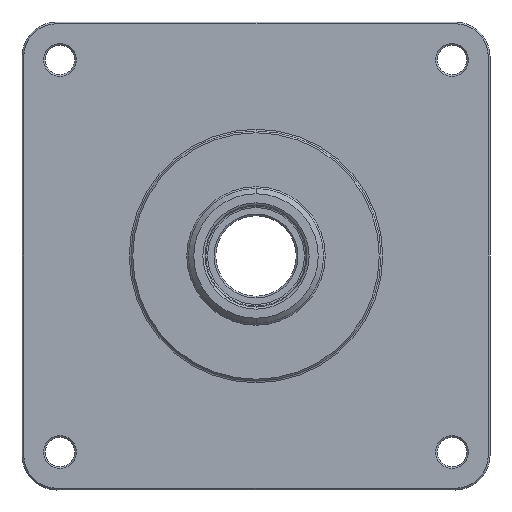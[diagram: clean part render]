
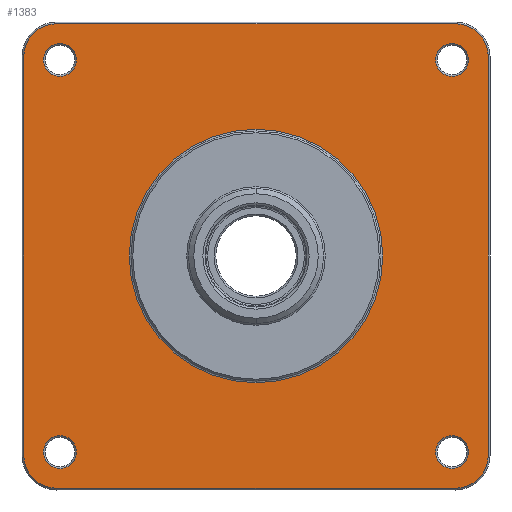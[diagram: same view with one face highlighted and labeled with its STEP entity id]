
A CAD part, left-side view. The second image highlights one B-rep face of the part: STEP entity #1383.
In plain terms, the highlighted planar face has unit normal (-1, 0, 0).
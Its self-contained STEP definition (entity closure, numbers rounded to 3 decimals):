
#61=CARTESIAN_POINT('',(17.9,21.863,-113.137));
#62=DIRECTION('',(1.,0.,0.));
#63=DIRECTION('',(0.,1.,0.));
#64=AXIS2_PLACEMENT_3D('',#61,#62,#63);
#66=CARTESIAN_POINT('',(17.9,21.863,-113.137));
#67=DIRECTION('',(1.,0.,0.));
#68=DIRECTION('',(0.,-1.,0.));
#69=AXIS2_PLACEMENT_3D('',#66,#67,#68);
#71=CARTESIAN_POINT('',(17.9,21.863,113.137));
#72=DIRECTION('',(1.,0.,0.));
#73=DIRECTION('',(0.,1.,0.));
#74=AXIS2_PLACEMENT_3D('',#71,#72,#73);
#76=CARTESIAN_POINT('',(17.9,21.863,113.137));
#77=DIRECTION('',(1.,0.,0.));
#78=DIRECTION('',(0.,-1.,0.));
#79=AXIS2_PLACEMENT_3D('',#76,#77,#78);
#81=CARTESIAN_POINT('',(17.9,20.,-115.));
#82=DIRECTION('',(1.,0.,0.));
#83=DIRECTION('',(0.,-1.,0.));
#84=AXIS2_PLACEMENT_3D('',#81,#82,#83);
#86=DIRECTION('',(0.,1.,0.));
#87=VECTOR('',#86,230.);
#88=CARTESIAN_POINT('',(17.9,20.,-134.));
#89=LINE('',#88,#87);
#90=CARTESIAN_POINT('',(17.9,250.,-115.));
#91=DIRECTION('',(1.,0.,0.));
#92=DIRECTION('',(0.,0.,-1.));
#93=AXIS2_PLACEMENT_3D('',#90,#91,#92);
#95=DIRECTION('',(0.,0.,1.));
#96=VECTOR('',#95,230.);
#97=CARTESIAN_POINT('',(17.9,269.,-115.));
#98=LINE('',#97,#96);
#99=CARTESIAN_POINT('',(17.9,250.,115.));
#100=DIRECTION('',(1.,0.,0.));
#101=DIRECTION('',(0.,1.,0.));
#102=AXIS2_PLACEMENT_3D('',#99,#100,#101);
#104=DIRECTION('',(0.,-1.,0.));
#105=VECTOR('',#104,230.);
#106=CARTESIAN_POINT('',(17.9,250.,134.));
#107=LINE('',#106,#105);
#108=CARTESIAN_POINT('',(17.9,20.,115.));
#109=DIRECTION('',(1.,0.,0.));
#110=DIRECTION('',(0.,0.,1.));
#111=AXIS2_PLACEMENT_3D('',#108,#109,#110);
#113=DIRECTION('',(0.,0.,-1.));
#114=VECTOR('',#113,230.);
#115=CARTESIAN_POINT('',(17.9,1.,115.));
#116=LINE('',#115,#114);
#117=CARTESIAN_POINT('',(17.9,248.137,113.137));
#118=DIRECTION('',(1.,0.,0.));
#119=DIRECTION('',(0.,-1.,0.));
#120=AXIS2_PLACEMENT_3D('',#117,#118,#119);
#122=CARTESIAN_POINT('',(17.9,248.137,113.137));
#123=DIRECTION('',(1.,0.,0.));
#124=DIRECTION('',(0.,1.,0.));
#125=AXIS2_PLACEMENT_3D('',#122,#123,#124);
#127=CARTESIAN_POINT('',(17.9,248.137,-113.137));
#128=DIRECTION('',(1.,0.,0.));
#129=DIRECTION('',(0.,-1.,0.));
#130=AXIS2_PLACEMENT_3D('',#127,#128,#129);
#132=CARTESIAN_POINT('',(17.9,248.137,-113.137));
#133=DIRECTION('',(1.,0.,0.));
#134=DIRECTION('',(0.,1.,0.));
#135=AXIS2_PLACEMENT_3D('',#132,#133,#134);
#137=CARTESIAN_POINT('',(17.9,135.,0.));
#138=DIRECTION('',(-1.,0.,0.));
#139=DIRECTION('',(0.,0.,1.));
#140=AXIS2_PLACEMENT_3D('',#137,#138,#139);
#142=CARTESIAN_POINT('',(17.9,135.,0.));
#143=DIRECTION('',(-1.,0.,0.));
#144=DIRECTION('',(0.,0.,-1.));
#145=AXIS2_PLACEMENT_3D('',#142,#143,#144);
#1013=CARTESIAN_POINT('',(17.9,31.363,-113.137));
#1014=CARTESIAN_POINT('',(17.9,12.363,-113.137));
#1015=VERTEX_POINT('',#1013);
#1016=VERTEX_POINT('',#1014);
#1021=CARTESIAN_POINT('',(17.9,31.363,113.137));
#1022=CARTESIAN_POINT('',(17.9,12.363,113.137));
#1023=VERTEX_POINT('',#1021);
#1024=VERTEX_POINT('',#1022);
#1041=CARTESIAN_POINT('',(17.9,1.,-115.));
#1042=CARTESIAN_POINT('',(17.9,20.,-134.));
#1043=VERTEX_POINT('',#1041);
#1044=VERTEX_POINT('',#1042);
#1047=CARTESIAN_POINT('',(17.9,250.,-134.));
#1048=VERTEX_POINT('',#1047);
#1051=CARTESIAN_POINT('',(17.9,269.,-115.));
#1052=VERTEX_POINT('',#1051);
#1055=CARTESIAN_POINT('',(17.9,269.,115.));
#1056=VERTEX_POINT('',#1055);
#1059=CARTESIAN_POINT('',(17.9,250.,134.));
#1060=VERTEX_POINT('',#1059);
#1063=CARTESIAN_POINT('',(17.9,20.,134.));
#1064=VERTEX_POINT('',#1063);
#1067=CARTESIAN_POINT('',(17.9,1.,115.));
#1068=VERTEX_POINT('',#1067);
#1129=CARTESIAN_POINT('',(17.9,238.637,113.137));
#1130=CARTESIAN_POINT('',(17.9,257.637,113.137));
#1131=VERTEX_POINT('',#1129);
#1132=VERTEX_POINT('',#1130);
#1137=CARTESIAN_POINT('',(17.9,238.637,-113.137));
#1138=CARTESIAN_POINT('',(17.9,257.637,-113.137));
#1139=VERTEX_POINT('',#1137);
#1140=VERTEX_POINT('',#1138);
#1177=CARTESIAN_POINT('',(17.9,135.,73.11));
#1178=CARTESIAN_POINT('',(17.9,135.,-73.11));
#1179=VERTEX_POINT('',#1177);
#1180=VERTEX_POINT('',#1178);
#1333=CARTESIAN_POINT('',(17.9,135.,0.));
#1334=DIRECTION('',(1.,0.,0.));
#1335=DIRECTION('',(0.,0.,1.));
#1336=AXIS2_PLACEMENT_3D('',#1333,#1334,#1335);
#1337=PLANE('',#1336);
#1338=ORIENTED_EDGE('',*,*,#1241,.T.);
#1340=ORIENTED_EDGE('',*,*,#1339,.T.);
#1342=ORIENTED_EDGE('',*,*,#1341,.T.);
#1344=ORIENTED_EDGE('',*,*,#1343,.T.);
#1346=ORIENTED_EDGE('',*,*,#1345,.T.);
#1348=ORIENTED_EDGE('',*,*,#1347,.T.);
#1349=ORIENTED_EDGE('',*,*,#1326,.T.);
#1350=ORIENTED_EDGE('',*,*,#1225,.T.);
#1351=EDGE_LOOP('',(#1338,#1340,#1342,#1344,#1346,#1348,#1349,#1350));
#1352=FACE_OUTER_BOUND('',#1351,.F.);
#1354=ORIENTED_EDGE('',*,*,#1353,.F.);
#1356=ORIENTED_EDGE('',*,*,#1355,.F.);
#1357=EDGE_LOOP('',(#1354,#1356));
#1358=FACE_BOUND('',#1357,.F.);
#1360=ORIENTED_EDGE('',*,*,#1359,.F.);
#1362=ORIENTED_EDGE('',*,*,#1361,.F.);
#1363=EDGE_LOOP('',(#1360,#1362));
#1364=FACE_BOUND('',#1363,.F.);
#1366=ORIENTED_EDGE('',*,*,#1365,.F.);
#1368=ORIENTED_EDGE('',*,*,#1367,.F.);
#1369=EDGE_LOOP('',(#1366,#1368));
#1370=FACE_BOUND('',#1369,.F.);
#1372=ORIENTED_EDGE('',*,*,#1371,.F.);
#1374=ORIENTED_EDGE('',*,*,#1373,.F.);
#1375=EDGE_LOOP('',(#1372,#1374));
#1376=FACE_BOUND('',#1375,.F.);
#1378=ORIENTED_EDGE('',*,*,#1377,.T.);
#1380=ORIENTED_EDGE('',*,*,#1379,.T.);
#1381=EDGE_LOOP('',(#1378,#1380));
#1382=FACE_BOUND('',#1381,.F.);
#1383=ADVANCED_FACE('',(#1352,#1358,#1364,#1370,#1376,#1382),#1337,.F.);
#65=CIRCLE('',#64,9.5);
#70=CIRCLE('',#69,9.5);
#75=CIRCLE('',#74,9.5);
#80=CIRCLE('',#79,9.5);
#85=CIRCLE('',#84,19.);
#94=CIRCLE('',#93,19.);
#103=CIRCLE('',#102,19.);
#112=CIRCLE('',#111,19.);
#121=CIRCLE('',#120,9.5);
#126=CIRCLE('',#125,9.5);
#131=CIRCLE('',#130,9.5);
#136=CIRCLE('',#135,9.5);
#141=CIRCLE('',#140,73.11);
#146=CIRCLE('',#145,73.11);
#1225=EDGE_CURVE('',#1068,#1043,#116,.T.);
#1241=EDGE_CURVE('',#1043,#1044,#85,.T.);
#1326=EDGE_CURVE('',#1064,#1068,#112,.T.);
#1339=EDGE_CURVE('',#1044,#1048,#89,.T.);
#1341=EDGE_CURVE('',#1048,#1052,#94,.T.);
#1343=EDGE_CURVE('',#1052,#1056,#98,.T.);
#1345=EDGE_CURVE('',#1056,#1060,#103,.T.);
#1347=EDGE_CURVE('',#1060,#1064,#107,.T.);
#1353=EDGE_CURVE('',#1023,#1024,#75,.T.);
#1355=EDGE_CURVE('',#1024,#1023,#80,.T.);
#1359=EDGE_CURVE('',#1015,#1016,#65,.T.);
#1361=EDGE_CURVE('',#1016,#1015,#70,.T.);
#1365=EDGE_CURVE('',#1131,#1132,#121,.T.);
#1367=EDGE_CURVE('',#1132,#1131,#126,.T.);
#1371=EDGE_CURVE('',#1139,#1140,#131,.T.);
#1373=EDGE_CURVE('',#1140,#1139,#136,.T.);
#1377=EDGE_CURVE('',#1179,#1180,#141,.T.);
#1379=EDGE_CURVE('',#1180,#1179,#146,.T.);
